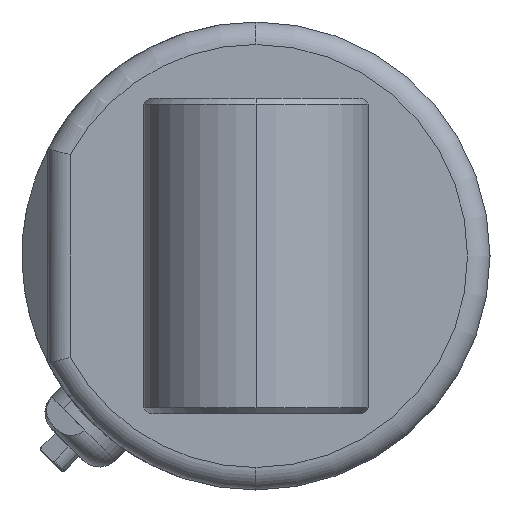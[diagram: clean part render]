
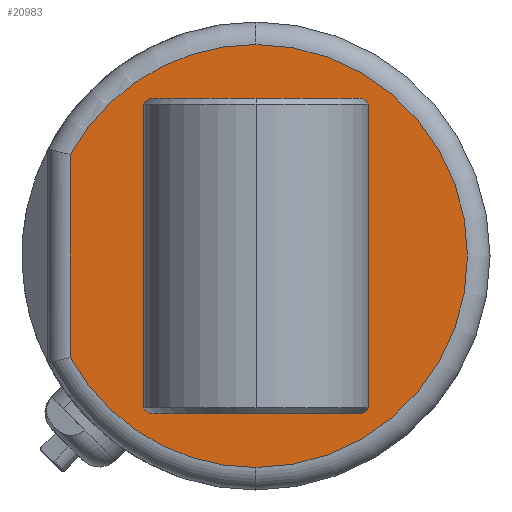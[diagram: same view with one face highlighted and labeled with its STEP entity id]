
A CAD part, left-side view. The second image highlights one B-rep face of the part: STEP entity #20983.
In plain terms, the highlighted planar face has unit normal (-1, 0, 0).
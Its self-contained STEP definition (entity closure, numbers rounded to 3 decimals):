
#137 = CARTESIAN_POINT ( 'NONE',  ( -47.5, 0., 0. ) ) ;
#181 = FACE_BOUND ( 'NONE', #3515, .T. ) ;
#304 = CARTESIAN_POINT ( 'NONE',  ( -47.5, 0., 0. ) ) ;
#358 = CARTESIAN_POINT ( 'NONE',  ( -47.5, -10., 14. ) ) ;
#389 = VERTEX_POINT ( 'NONE', #2964 ) ;
#527 = CARTESIAN_POINT ( 'NONE',  ( -47.5, 10., 13.5 ) ) ;
#960 = CARTESIAN_POINT ( 'NONE',  ( -47.5, -1.35, -22.15 ) ) ;
#1349 = ORIENTED_EDGE ( 'NONE', *, *, #23780, .T. ) ;
#1468 = VERTEX_POINT ( 'NONE', #22589 ) ;
#2623 = LINE ( 'NONE', #11421, #16069 ) ;
#2919 = CARTESIAN_POINT ( 'NONE',  ( -47.5, 10., 14. ) ) ;
#2964 = CARTESIAN_POINT ( 'NONE',  ( -47.5, -10., 13.5 ) ) ;
#3011 = ORIENTED_EDGE ( 'NONE', *, *, #26717, .T. ) ;
#3515 = EDGE_LOOP ( 'NONE', ( #12261, #7594, #18653, #7691, #3011, #23556, #24180, #7553 ) ) ;
#3555 = DIRECTION ( 'NONE',  ( 0., 0.707, -0.707 ) ) ;
#3598 = VECTOR ( 'NONE', #20363, 1000. ) ;
#3859 = VERTEX_POINT ( 'NONE', #13775 ) ;
#4196 = VERTEX_POINT ( 'NONE', #10599 ) ;
#4362 = DIRECTION ( 'NONE',  ( 1., 0., 0. ) ) ;
#4481 = CARTESIAN_POINT ( 'NONE',  ( -47.5, 0., 18.8 ) ) ;
#4848 = DIRECTION ( 'NONE',  ( 0., 0.707, 0.707 ) ) ;
#5200 = DIRECTION ( 'NONE',  ( 0., 0., -1. ) ) ;
#6668 = PLANE ( 'NONE',  #24477 ) ;
#6933 = CARTESIAN_POINT ( 'NONE',  ( -47.5, 16.5, -9.011 ) ) ;
#7005 = VERTEX_POINT ( 'NONE', #6933 ) ;
#7267 = VERTEX_POINT ( 'NONE', #527 ) ;
#7346 = DIRECTION ( 'NONE',  ( -1., 0., 0. ) ) ;
#7553 = ORIENTED_EDGE ( 'NONE', *, *, #20409, .T. ) ;
#7594 = ORIENTED_EDGE ( 'NONE', *, *, #9755, .T. ) ;
#7691 = ORIENTED_EDGE ( 'NONE', *, *, #15262, .T. ) ;
#7832 = CARTESIAN_POINT ( 'NONE',  ( -47.5, -9.5, -14. ) ) ;
#8053 = LINE ( 'NONE', #14682, #24065 ) ;
#8424 = DIRECTION ( 'NONE',  ( 0., -0.707, 0.707 ) ) ;
#8674 = VERTEX_POINT ( 'NONE', #15367 ) ;
#8985 = FACE_OUTER_BOUND ( 'NONE', #27683, .T. ) ;
#9086 = VERTEX_POINT ( 'NONE', #7832 ) ;
#9351 = DIRECTION ( 'NONE',  ( 0., 0., -1. ) ) ;
#9755 = EDGE_CURVE ( 'NONE', #1468, #389, #8053, .T. ) ;
#10013 = CARTESIAN_POINT ( 'NONE',  ( -47.5, -10., -13.5 ) ) ;
#10157 = CARTESIAN_POINT ( 'NONE',  ( -47.5, 9.5, -14. ) ) ;
#10599 = CARTESIAN_POINT ( 'NONE',  ( -47.5, 0., -18.8 ) ) ;
#11002 = CARTESIAN_POINT ( 'NONE',  ( -47.5, 20.8, 0. ) ) ;
#11289 = DIRECTION ( 'NONE',  ( 0., 0., -1. ) ) ;
#11421 = CARTESIAN_POINT ( 'NONE',  ( -47.5, 16.5, 0. ) ) ;
#11434 = EDGE_CURVE ( 'NONE', #7005, #4196, #16600, .T. ) ;
#11494 = VECTOR ( 'NONE', #5200, 1000. ) ;
#11558 = VECTOR ( 'NONE', #17839, 1000. ) ;
#11607 = AXIS2_PLACEMENT_3D ( 'NONE', #17555, #26391, #28305 ) ;
#11792 = VERTEX_POINT ( 'NONE', #10157 ) ;
#12261 = ORIENTED_EDGE ( 'NONE', *, *, #19365, .F. ) ;
#13036 = CARTESIAN_POINT ( 'NONE',  ( -47.5, 22.15, 1.35 ) ) ;
#13775 = CARTESIAN_POINT ( 'NONE',  ( -47.5, 10., -13.5 ) ) ;
#13832 = CIRCLE ( 'NONE', #24497, 18.8 ) ;
#14682 = CARTESIAN_POINT ( 'NONE',  ( -47.5, -1.35, 22.15 ) ) ;
#15218 = VECTOR ( 'NONE', #4848, 1000. ) ;
#15262 = EDGE_CURVE ( 'NONE', #24453, #9086, #23374, .T. ) ;
#15367 = CARTESIAN_POINT ( 'NONE',  ( -47.5, 16.5, 9.011 ) ) ;
#15471 = LINE ( 'NONE', #13036, #19811 ) ;
#15715 = AXIS2_PLACEMENT_3D ( 'NONE', #304, #7346, #24609 ) ;
#15945 = LINE ( 'NONE', #24796, #19323 ) ;
#16069 = VECTOR ( 'NONE', #17925, 1000. ) ;
#16600 = CIRCLE ( 'NONE', #11607, 18.8 ) ;
#17555 = CARTESIAN_POINT ( 'NONE',  ( -47.5, 0., 0. ) ) ;
#17839 = DIRECTION ( 'NONE',  ( 0., 0., -1. ) ) ;
#17910 = CARTESIAN_POINT ( 'NONE',  ( -47.5, 10., -14. ) ) ;
#17925 = DIRECTION ( 'NONE',  ( 0., 0., -1. ) ) ;
#18008 = LINE ( 'NONE', #26848, #15218 ) ;
#18094 = ORIENTED_EDGE ( 'NONE', *, *, #21901, .T. ) ;
#18222 = LINE ( 'NONE', #2919, #11494 ) ;
#18653 = ORIENTED_EDGE ( 'NONE', *, *, #24290, .T. ) ;
#19323 = VECTOR ( 'NONE', #27106, 1000. ) ;
#19365 = EDGE_CURVE ( 'NONE', #1468, #19877, #15945, .T. ) ;
#19505 = EDGE_CURVE ( 'NONE', #7267, #3859, #18222, .T. ) ;
#19811 = VECTOR ( 'NONE', #8424, 1000. ) ;
#19877 = VERTEX_POINT ( 'NONE', #26883 ) ;
#20241 = VECTOR ( 'NONE', #3555, 1000. ) ;
#20363 = DIRECTION ( 'NONE',  ( 0., 1., 0. ) ) ;
#20409 = EDGE_CURVE ( 'NONE', #7267, #19877, #15471, .T. ) ;
#20770 = DIRECTION ( 'NONE',  ( 0., -0.707, -0.707 ) ) ;
#20983 = ADVANCED_FACE ( 'NONE', ( #8985, #181 ), #6668, .F. ) ;
#21901 = EDGE_CURVE ( 'NONE', #8674, #7005, #2623, .T. ) ;
#22589 = CARTESIAN_POINT ( 'NONE',  ( -47.5, -9.5, 14. ) ) ;
#22834 = LINE ( 'NONE', #17910, #3598 ) ;
#23374 = LINE ( 'NONE', #960, #20241 ) ;
#23390 = EDGE_CURVE ( 'NONE', #11792, #3859, #18008, .T. ) ;
#23556 = ORIENTED_EDGE ( 'NONE', *, *, #23390, .T. ) ;
#23780 = EDGE_CURVE ( 'NONE', #4196, #27700, #13832, .T. ) ;
#24065 = VECTOR ( 'NONE', #20770, 1000. ) ;
#24180 = ORIENTED_EDGE ( 'NONE', *, *, #19505, .F. ) ;
#24290 = EDGE_CURVE ( 'NONE', #389, #24453, #24793, .T. ) ;
#24411 = DIRECTION ( 'NONE',  ( -1., 0., 0. ) ) ;
#24453 = VERTEX_POINT ( 'NONE', #10013 ) ;
#24477 = AXIS2_PLACEMENT_3D ( 'NONE', #11002, #4362, #11289 ) ;
#24497 = AXIS2_PLACEMENT_3D ( 'NONE', #137, #24411, #9351 ) ;
#24609 = DIRECTION ( 'NONE',  ( 0., 0., -1. ) ) ;
#24655 = ORIENTED_EDGE ( 'NONE', *, *, #11434, .T. ) ;
#24793 = LINE ( 'NONE', #358, #11558 ) ;
#24796 = CARTESIAN_POINT ( 'NONE',  ( -47.5, 10., 14. ) ) ;
#26391 = DIRECTION ( 'NONE',  ( -1., 0., 0. ) ) ;
#26717 = EDGE_CURVE ( 'NONE', #9086, #11792, #22834, .T. ) ;
#26848 = CARTESIAN_POINT ( 'NONE',  ( -47.5, 22.15, -1.35 ) ) ;
#26883 = CARTESIAN_POINT ( 'NONE',  ( -47.5, 9.5, 14. ) ) ;
#27106 = DIRECTION ( 'NONE',  ( 0., 1., 0. ) ) ;
#27683 = EDGE_LOOP ( 'NONE', ( #24655, #1349, #28078, #18094 ) ) ;
#27700 = VERTEX_POINT ( 'NONE', #4481 ) ;
#27784 = EDGE_CURVE ( 'NONE', #27700, #8674, #28246, .T. ) ;
#28078 = ORIENTED_EDGE ( 'NONE', *, *, #27784, .T. ) ;
#28246 = CIRCLE ( 'NONE', #15715, 18.8 ) ;
#28305 = DIRECTION ( 'NONE',  ( 0., 0., -1. ) ) ;
